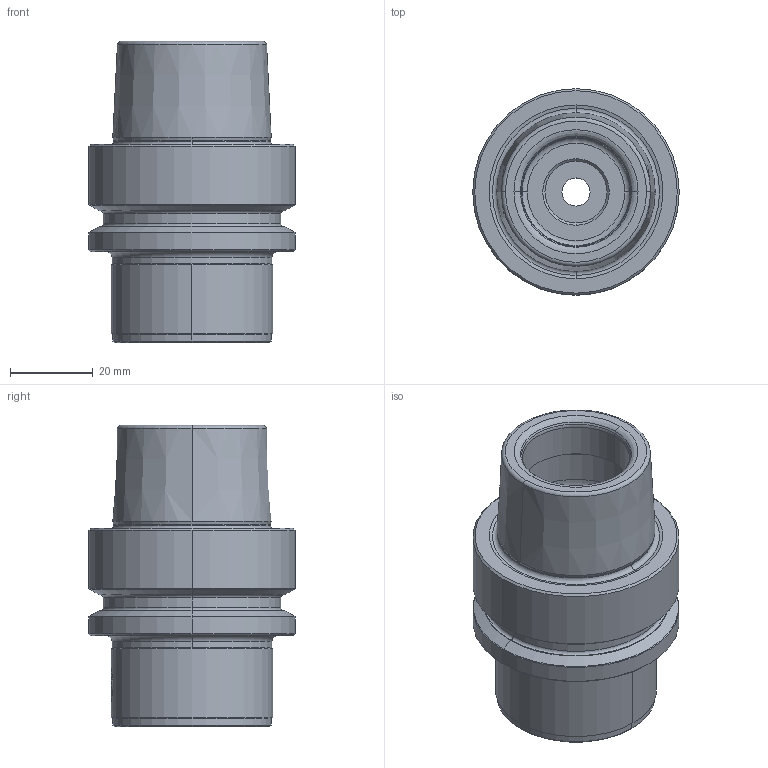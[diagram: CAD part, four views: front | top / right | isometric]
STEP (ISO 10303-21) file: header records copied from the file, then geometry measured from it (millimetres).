
FILE_DESCRIPTION(('no description'),'unknown implementation level');
FILE_NAME('6F321727-6147-4AA1-A542-0AA133432886_export.stp',' ',('CIMSOURCE GmbH'),('CADClick - KiM GmbH - www.kimweb.de'),'unknown preprocess','ACIS','unknown authorization');
FILE_SCHEMA(('automotive_design'));
Length unit declared in the file: millimetre
Products named in the file (2): 324.241F Kaiser HSK-E50xCK4x64|690.434 Kaiser ETL M8 X 11 CK4;Schnitt-Linear austragen2; 324.241F Kaiser HSK-E50xCK4x64|324.241F Kaiser HSK-E50xCK4x64;Schnitt-Rotation3
Bounding box: 49.95 x 49.95 x 72.9 mm (x, y, z)
Volume: 67100.2 mm3; surface area: 19910.5 mm2
Topology: 2 solids, 2 shells, 151 faces, 345 edges, 203 vertices
Faces by surface type: cone 54, cylinder 38, plane 33, torus 26
Entity records: 8387 total; most frequent: CARTESIAN_POINT 880, DIRECTION 835, STYLED_ITEM 699, PRESENTATION_STYLE_ASSIGNMENT 699, COLOUR_RGB 699, ORIENTED_EDGE 686, AXIS2_PLACEMENT_3D 352, EDGE_CURVE 343
